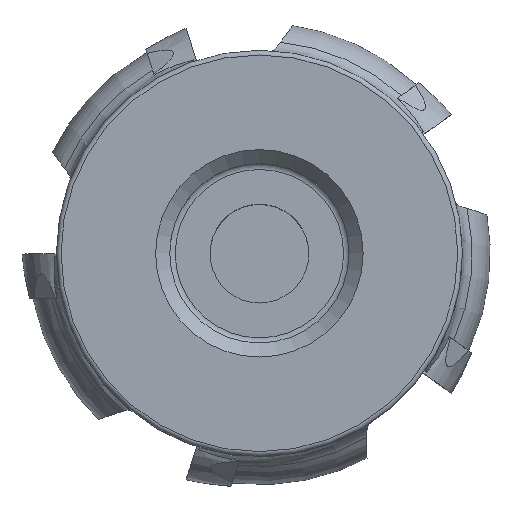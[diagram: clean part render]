
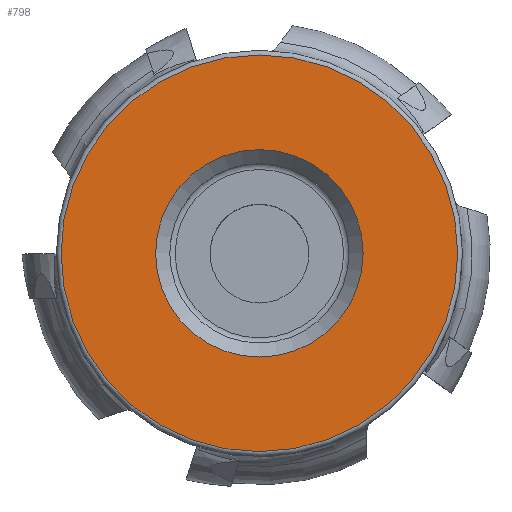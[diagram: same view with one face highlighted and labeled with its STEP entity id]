
A CAD part, top view. The second image highlights one B-rep face of the part: STEP entity #798.
In plain terms, the highlighted planar face has unit normal (0, 0, 1).
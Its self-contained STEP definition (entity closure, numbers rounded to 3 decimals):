
#798=ADVANCED_FACE('',(#1258,#1259),#1096,.F.);
#1096=PLANE('',#5936);
#1258=FACE_BOUND('',#1432,.T.);
#1259=FACE_BOUND('',#1433,.T.);
#1432=EDGE_LOOP('',(#2747));
#1433=EDGE_LOOP('',(#2748));
#1832=CIRCLE('',#5933,11.03);
#1833=CIRCLE('',#5935,21.09);
#2747=ORIENTED_EDGE('',*,*,#4814,.F.);
#2748=ORIENTED_EDGE('',*,*,#4815,.T.);
#4236=VERTEX_POINT('',#8938);
#4237=VERTEX_POINT('',#8941);
#4814=EDGE_CURVE('',#4236,#4236,#1832,.T.);
#4815=EDGE_CURVE('',#4237,#4237,#1833,.T.);
#5933=AXIS2_PLACEMENT_3D('',#8937,#6755,#6756);
#5935=AXIS2_PLACEMENT_3D('',#8940,#6759,#6760);
#5936=AXIS2_PLACEMENT_3D('',#8942,#6761,#6762);
#6755=DIRECTION('',(0.,0.,1.));
#6756=DIRECTION('',(0.,1.,0.));
#6759=DIRECTION('',(0.,0.,1.));
#6760=DIRECTION('',(0.,1.,0.));
#6761=DIRECTION('',(0.,0.,-1.));
#6762=DIRECTION('',(0.,1.,0.));
#8937=CARTESIAN_POINT('',(0.,0.,0.));
#8938=CARTESIAN_POINT('',(0.,11.03,0.));
#8940=CARTESIAN_POINT('',(0.,0.,0.));
#8941=CARTESIAN_POINT('',(0.,21.09,0.));
#8942=CARTESIAN_POINT('',(-21.09,0.,0.));
